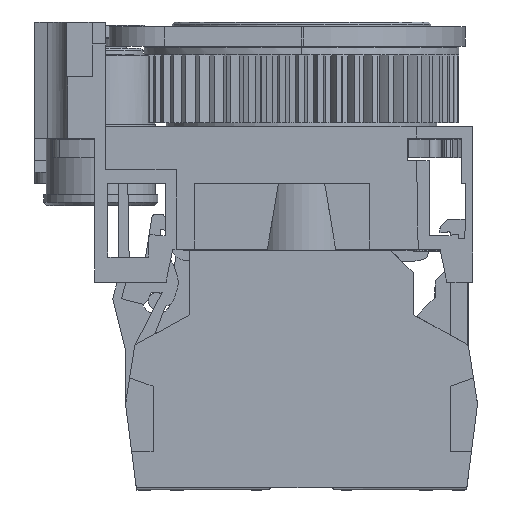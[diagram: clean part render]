
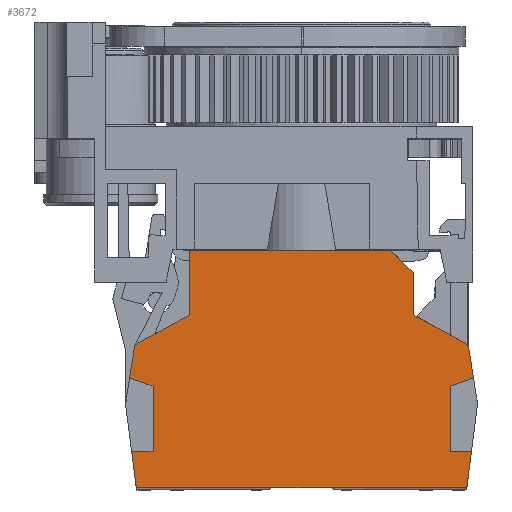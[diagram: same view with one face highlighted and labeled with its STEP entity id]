
A CAD part, left-side view. The second image highlights one B-rep face of the part: STEP entity #3672.
In plain terms, the highlighted planar face has unit normal (-1, 0, 0).
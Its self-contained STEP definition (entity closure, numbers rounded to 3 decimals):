
#3672=ADVANCED_FACE('',(#9436),#9437,.F.);
#9436=FACE_OUTER_BOUND('',#17373,.T.);
#9437=PLANE('',#17374);
#17373=EDGE_LOOP('',(#28526,#28527,#28528,#28529,#28530,#28531,#28532,#28533,#28534,#28535,#28536,#28537,#28538,#28539,#28540,#28541,#28542,#28543,#28544,#28545,#28546));
#17374=AXIS2_PLACEMENT_3D('',#28547,#28548,#28549);
#28526=ORIENTED_EDGE('',*,*,#50977,.F.);
#28527=ORIENTED_EDGE('',*,*,#50997,.F.);
#28528=ORIENTED_EDGE('',*,*,#50971,.F.);
#28529=ORIENTED_EDGE('',*,*,#50995,.F.);
#28530=ORIENTED_EDGE('',*,*,#50998,.T.);
#28531=ORIENTED_EDGE('',*,*,#50999,.T.);
#28532=ORIENTED_EDGE('',*,*,#51000,.T.);
#28533=ORIENTED_EDGE('',*,*,#51001,.F.);
#28534=ORIENTED_EDGE('',*,*,#51002,.F.);
#28535=ORIENTED_EDGE('',*,*,#51003,.F.);
#28536=ORIENTED_EDGE('',*,*,#51004,.F.);
#28537=ORIENTED_EDGE('',*,*,#51005,.F.);
#28538=ORIENTED_EDGE('',*,*,#51006,.F.);
#28539=ORIENTED_EDGE('',*,*,#51007,.F.);
#28540=ORIENTED_EDGE('',*,*,#51008,.F.);
#28541=ORIENTED_EDGE('',*,*,#51009,.F.);
#28542=ORIENTED_EDGE('',*,*,#51010,.F.);
#28543=ORIENTED_EDGE('',*,*,#51011,.T.);
#28544=ORIENTED_EDGE('',*,*,#51012,.T.);
#28545=ORIENTED_EDGE('',*,*,#51013,.T.);
#28546=ORIENTED_EDGE('',*,*,#50980,.F.);
#28547=CARTESIAN_POINT('',(10.0,16.139,9.94));
#28548=DIRECTION('',(1.0,0.0,0.0));
#28549=DIRECTION('',(0.0,-1.0,0.0));
#50971=EDGE_CURVE('',#61958,#61961,#61962,.T.);
#50977=EDGE_CURVE('',#61968,#61970,#61971,.T.);
#50980=EDGE_CURVE('',#61970,#61974,#61975,.T.);
#50995=EDGE_CURVE('',#62000,#61958,#62002,.T.);
#50997=EDGE_CURVE('',#61961,#61968,#62004,.T.);
#50998=EDGE_CURVE('',#62000,#62005,#62006,.T.);
#50999=EDGE_CURVE('',#62005,#62007,#62008,.T.);
#51000=EDGE_CURVE('',#62007,#62009,#62010,.T.);
#51001=EDGE_CURVE('',#62011,#62009,#62012,.T.);
#51002=EDGE_CURVE('',#62013,#62011,#62014,.T.);
#51003=EDGE_CURVE('',#62015,#62013,#62016,.T.);
#51004=EDGE_CURVE('',#62017,#62015,#62018,.T.);
#51005=EDGE_CURVE('',#62019,#62017,#62020,.T.);
#51006=EDGE_CURVE('',#62021,#62019,#62022,.T.);
#51007=EDGE_CURVE('',#62023,#62021,#62024,.T.);
#51008=EDGE_CURVE('',#62025,#62023,#62026,.T.);
#51009=EDGE_CURVE('',#62027,#62025,#62028,.T.);
#51010=EDGE_CURVE('',#62029,#62027,#62030,.T.);
#51011=EDGE_CURVE('',#62029,#62031,#62032,.T.);
#51012=EDGE_CURVE('',#62031,#62033,#62034,.T.);
#51013=EDGE_CURVE('',#62033,#61974,#62035,.T.);
#61958=VERTEX_POINT('',#78088);
#61961=VERTEX_POINT('',#78091);
#61962=LINE('',#78092,#78093);
#61968=VERTEX_POINT('',#78099);
#61970=VERTEX_POINT('',#78101);
#61971=LINE('',#78102,#78103);
#61974=VERTEX_POINT('',#78106);
#61975=LINE('',#78107,#78108);
#62000=VERTEX_POINT('',#78145);
#62002=LINE('',#78148,#78149);
#62004=LINE('',#78151,#78152);
#62005=VERTEX_POINT('',#78153);
#62006=LINE('',#78154,#78155);
#62007=VERTEX_POINT('',#78156);
#62008=LINE('',#78157,#78158);
#62009=VERTEX_POINT('',#78159);
#62010=LINE('',#78160,#78161);
#62011=VERTEX_POINT('',#78162);
#62012=LINE('',#78163,#78164);
#62013=VERTEX_POINT('',#78165);
#62014=CIRCLE('',#78166,0.2);
#62015=VERTEX_POINT('',#78167);
#62016=LINE('',#78168,#78169);
#62017=VERTEX_POINT('',#78170);
#62018=LINE('',#78171,#78172);
#62019=VERTEX_POINT('',#78173);
#62020=CIRCLE('',#78174,0.2);
#62021=VERTEX_POINT('',#78175);
#62022=LINE('',#78176,#78177);
#62023=VERTEX_POINT('',#78178);
#62024=LINE('',#78179,#78180);
#62025=VERTEX_POINT('',#78181);
#62026=LINE('',#78182,#78183);
#62027=VERTEX_POINT('',#78184);
#62028=LINE('',#78185,#78186);
#62029=VERTEX_POINT('',#78187);
#62030=LINE('',#78188,#78189);
#62031=VERTEX_POINT('',#78190);
#62032=LINE('',#78191,#78192);
#62033=VERTEX_POINT('',#78193);
#62034=LINE('',#78194,#78195);
#62035=LINE('',#78196,#78197);
#78088=CARTESIAN_POINT('',(10.0,0.974,0.2));
#78091=CARTESIAN_POINT('',(10.0,13.2,0.2));
#78092=CARTESIAN_POINT('',(10.0,16.,0.2));
#78093=VECTOR('',#97028,1.0);
#78099=CARTESIAN_POINT('',(10.0,18.8,0.2));
#78101=CARTESIAN_POINT('',(10.0,31.026,0.2));
#78102=CARTESIAN_POINT('',(10.0,16.,0.2));
#78103=VECTOR('',#97041,1.0);
#78106=CARTESIAN_POINT('',(10.0,31.448,3.5));
#78107=CARTESIAN_POINT('',(10.0,31.022,0.175));
#78108=VECTOR('',#97045,1.0);
#78145=CARTESIAN_POINT('',(10.0,0.552,3.5));
#78148=CARTESIAN_POINT('',(10.0,0.,7.814));
#78149=VECTOR('',#97059,1.0);
#78151=CARTESIAN_POINT('',(10.0,13.2,0.2));
#78152=VECTOR('',#97060,1.0);
#78153=CARTESIAN_POINT('',(10.0,2.5,3.5));
#78154=CARTESIAN_POINT('',(10.0,8.194,3.5));
#78155=VECTOR('',#97061,1.0);
#78156=CARTESIAN_POINT('',(10.0,2.5,9.426));
#78157=CARTESIAN_POINT('',(10.0,2.5,8.202));
#78158=VECTOR('',#97062,1.0);
#78159=CARTESIAN_POINT('',(10.0,0.374,10.2));
#78160=CARTESIAN_POINT('',(10.0,7.314,7.674));
#78161=VECTOR('',#97063,1.0);
#78162=CARTESIAN_POINT('',(10.0,0.824,13.074));
#78163=CARTESIAN_POINT('',(10.0,0.824,13.074));
#78164=VECTOR('',#97064,1.0);
#78165=CARTESIAN_POINT('',(10.0,0.924,13.218));
#78166=AXIS2_PLACEMENT_3D('',#97065,#97066,#97067);
#78167=CARTESIAN_POINT('',(10.0,5.8,15.921));
#78168=CARTESIAN_POINT('',(10.0,5.8,15.921));
#78169=VECTOR('',#97068,1.0);
#78170=CARTESIAN_POINT('',(10.0,5.8,19.617));
#78171=CARTESIAN_POINT('',(10.0,5.8,19.617));
#78172=VECTOR('',#97069,1.0);
#78173=CARTESIAN_POINT('',(10.0,5.859,19.759));
#78174=AXIS2_PLACEMENT_3D('',#97070,#97071,#97072);
#78175=CARTESIAN_POINT('',(10.0,7.9,21.8));
#78176=CARTESIAN_POINT('',(10.0,7.9,21.8));
#78177=VECTOR('',#97073,1.0);
#78178=CARTESIAN_POINT('',(10.0,26.2,21.8));
#78179=CARTESIAN_POINT('',(10.0,13.25,21.8));
#78180=VECTOR('',#97074,1.0);
#78181=CARTESIAN_POINT('',(10.0,26.2,15.921));
#78182=CARTESIAN_POINT('',(10.0,26.2,15.921));
#78183=VECTOR('',#97075,1.0);
#78184=CARTESIAN_POINT('',(10.0,31.161,13.171));
#78185=CARTESIAN_POINT('',(10.0,31.161,13.171));
#78186=VECTOR('',#97076,1.0);
#78187=CARTESIAN_POINT('',(10.0,31.626,10.2));
#78188=CARTESIAN_POINT('',(10.0,32.,7.814));
#78189=VECTOR('',#97077,1.0);
#78190=CARTESIAN_POINT('',(10.0,29.5,9.426));
#78191=CARTESIAN_POINT('',(10.0,24.809,7.719));
#78192=VECTOR('',#97078,1.0);
#78193=CARTESIAN_POINT('',(10.0,29.5,3.5));
#78194=CARTESIAN_POINT('',(10.0,29.5,8.202));
#78195=VECTOR('',#97079,1.0);
#78196=CARTESIAN_POINT('',(10.0,23.944,3.5));
#78197=VECTOR('',#97080,1.0);
#97028=DIRECTION('',(0.0,1.0,0.0));
#97041=DIRECTION('',(0.0,1.0,0.0));
#97045=DIRECTION('',(0.0,0.127,0.992));
#97059=DIRECTION('',(0.0,0.127,-0.992));
#97060=DIRECTION('',(0.0,1.0,0.0));
#97061=DIRECTION('',(-0.0,1.0,0.0));
#97062=DIRECTION('',(0.0,0.0,1.0));
#97063=DIRECTION('',(0.0,-0.94,0.342));
#97064=DIRECTION('',(0.0,-0.155,-0.988));
#97065=CARTESIAN_POINT('',(10.0,1.021,13.043));
#97066=DIRECTION('',(1.0,0.0,0.0));
#97067=DIRECTION('',(0.0,-0.485,0.875));
#97068=DIRECTION('',(0.0,-0.875,-0.485));
#97069=DIRECTION('',(0.0,0.0,-1.0));
#97070=CARTESIAN_POINT('',(10.0,6.,19.617));
#97071=DIRECTION('',(1.0,0.0,0.0));
#97072=DIRECTION('',(0.0,-0.707,0.707));
#97073=DIRECTION('',(0.0,-0.707,-0.707));
#97074=DIRECTION('',(0.0,-1.0,0.0));
#97075=DIRECTION('',(0.0,0.0,1.0));
#97076=DIRECTION('',(0.0,-0.875,0.485));
#97077=DIRECTION('',(0.0,-0.155,0.988));
#97078=DIRECTION('',(0.0,-0.94,-0.342));
#97079=DIRECTION('',(0.0,0.0,-1.0));
#97080=DIRECTION('',(-0.0,1.0,0.0));
